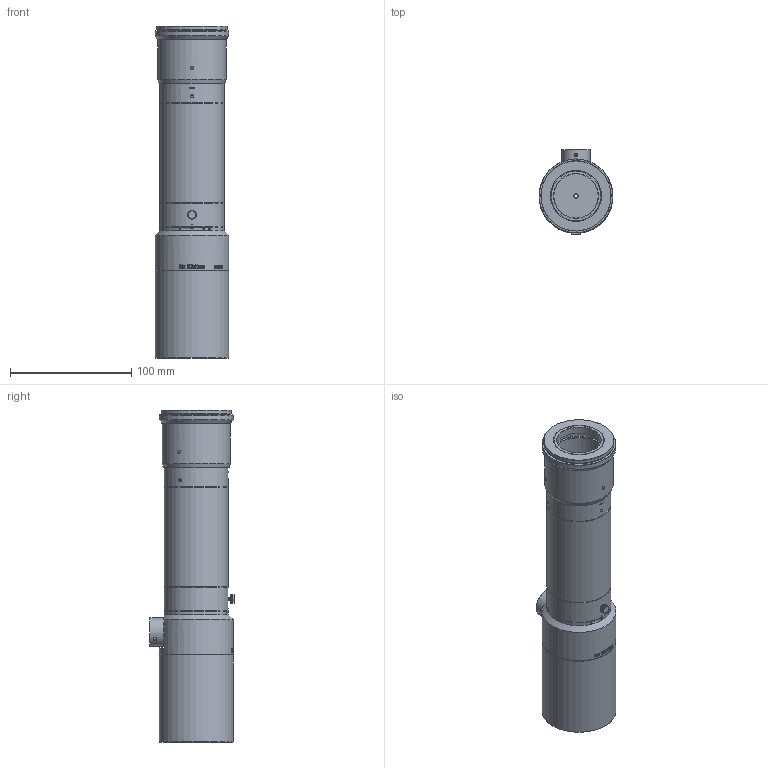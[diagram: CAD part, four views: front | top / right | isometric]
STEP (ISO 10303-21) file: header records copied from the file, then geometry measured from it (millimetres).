
FILE_DESCRIPTION(/* description */ (''),/* implementation_level */ '2;1');
FILE_NAME(/* name */ 'TC200115A_stp.stp',/* time_stamp */ '2021-10-28T17:29:20+08:00',/* author */ (''),/* organization */ (''),/* preprocessor_version */ 'ST-DEVELOPER v16',/* originating_system */ 'SIEMENS PLM Software NX 10.0',/* authorisation */ '');
FILE_SCHEMA (('AUTOMOTIVE_DESIGN { 1 0 10303 214 3 1 1 1 }'));
Length unit declared in the file: millimetre
Products named in the file (1): yang321888DFojga
Bounding box: 61 x 70 x 273.77 mm (x, y, z)
Volume: 622343.3 mm3; surface area: 87466.9 mm2
Topology: 6 solids, 8 shells, 834 faces, 2248 edges, 1494 vertices
Faces by surface type: plane 358, extrusion 217, cylinder 205, cone 47, bspline 7
Full cylindrical faces by diameter (mm): 2.05 x1, 2.5 x9, 3.4 x1, 14 x1, 19.2 x1, 19.4 x1, 23.5 x1, 36.5 x1, 40.8 x1, 41 x1, 42 x1, 42.4 x1, 47 x1, 47.4 x1, 48.2 x1, 49 x1, 49.327 x1, 52.6 x1, 53 x6, 53.4 x1, 56.4 x1, 56.8 x1, 57 x1, 58 x2, 61 x3
Entity records: 37440 total; most frequent: CARTESIAN_POINT 18025, ORIENTED_EDGE 4248, DIRECTION 3284, EDGE_CURVE 2124, VERTEX_POINT 1457, AXIS2_PLACEMENT_3D 1105, VECTOR 1074, EDGE_LOOP 1007
